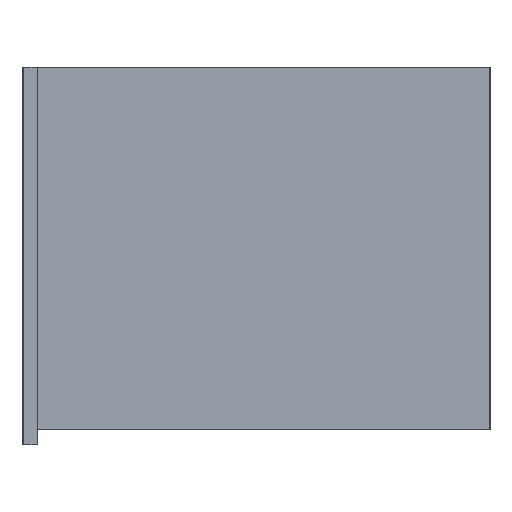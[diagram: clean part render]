
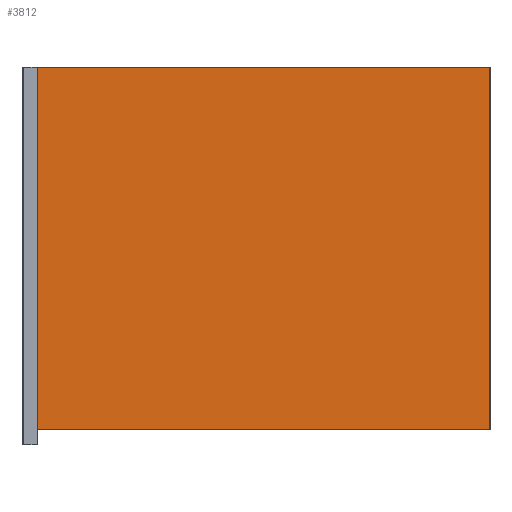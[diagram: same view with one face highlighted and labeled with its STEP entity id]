
A CAD part, left-side view. The second image highlights one B-rep face of the part: STEP entity #3812.
In plain terms, the highlighted planar face has unit normal (-1, 0, 0).
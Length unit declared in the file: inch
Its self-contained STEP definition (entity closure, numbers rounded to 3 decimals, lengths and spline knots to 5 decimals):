
#2185=PLANE('',#3929);
#2301=VECTOR('',#4116,1.);
#2305=VECTOR('',#4121,1.);
#2308=VECTOR('',#4125,1.);
#2310=VECTOR('',#4128,1.);
#2521=LINE('',#4570,#2301);
#2525=LINE('',#4578,#2305);
#2528=LINE('',#4584,#2308);
#2530=LINE('',#4587,#2310);
#2738=VERTEX_POINT('',#4569);
#2739=VERTEX_POINT('',#4571);
#2741=VERTEX_POINT('',#4577);
#2743=VERTEX_POINT('',#4583);
#2903=EDGE_CURVE('',#2739,#2738,#2521,.T.);
#2907=EDGE_CURVE('',#2738,#2741,#2525,.T.);
#2910=EDGE_CURVE('',#2741,#2743,#2528,.T.);
#2912=EDGE_CURVE('',#2743,#2739,#2530,.T.);
#3168=ORIENTED_EDGE('',*,*,#2912,.T.);
#3169=ORIENTED_EDGE('',*,*,#2903,.T.);
#3170=ORIENTED_EDGE('',*,*,#2907,.T.);
#3171=ORIENTED_EDGE('',*,*,#2910,.T.);
#3580=EDGE_LOOP('',(#3168,#3169,#3170,#3171));
#3696=FACE_BOUND('',#3580,.T.);
#3812=ADVANCED_FACE('',(#3696),#2185,.F.);
#3929=AXIS2_PLACEMENT_3D('',#4589,#4130,$);
#4116=DIRECTION('',(0.,0.,-1.));
#4121=DIRECTION('',(0.,-1.,0.));
#4125=DIRECTION('',(0.,0.,1.));
#4128=DIRECTION('',(0.,1.,0.));
#4130=DIRECTION('',(1.,0.,0.));
#4569=CARTESIAN_POINT('',(-0.3125,30.,-12.));
#4570=CARTESIAN_POINT('',(-0.3125,30.,12.));
#4571=CARTESIAN_POINT('',(-0.3125,30.,12.));
#4577=CARTESIAN_POINT('',(-0.3125,0.,-12.));
#4578=CARTESIAN_POINT('',(-0.3125,30.,-12.));
#4583=CARTESIAN_POINT('',(-0.3125,0.,12.));
#4584=CARTESIAN_POINT('',(-0.3125,0.,-12.));
#4587=CARTESIAN_POINT('',(-0.3125,0.,12.));
#4589=CARTESIAN_POINT('',(-0.3125,15.,0.));
